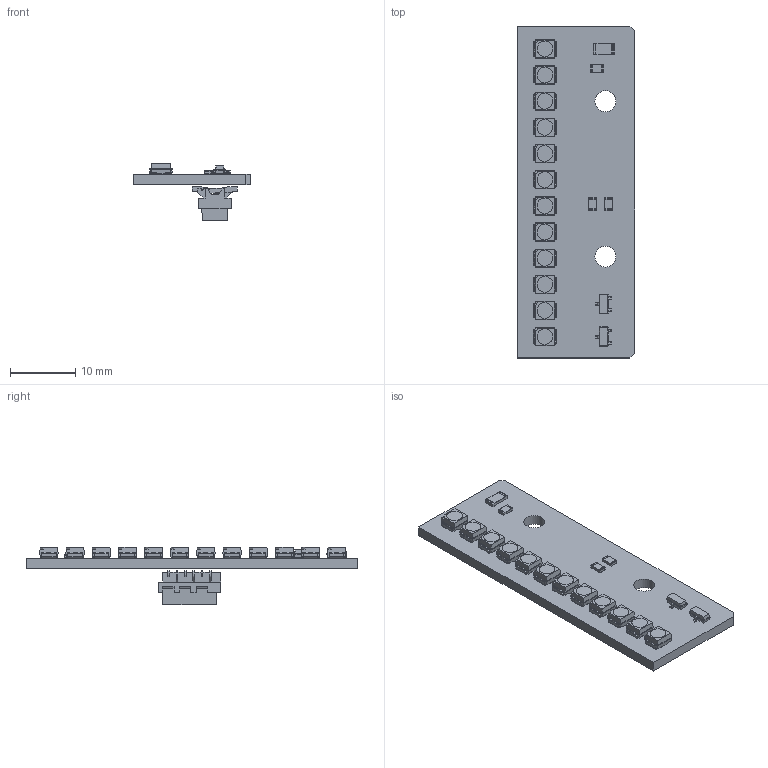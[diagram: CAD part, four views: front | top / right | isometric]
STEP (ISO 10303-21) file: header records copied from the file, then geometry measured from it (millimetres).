
FILE_DESCRIPTION(('KiCad electronic assembly'),'2;1');
FILE_NAME('LED_Panel_Hex_gerade.step','2019-12-29T20:43:45',('An Author' ),('A Company'),'Open CASCADE STEP processor 6.9', 'KiCad to STEP converter','Unknown');
FILE_SCHEMA(('AUTOMOTIVE_DESIGN { 1 0 10303 214 1 1 1 1 }'));
Length unit declared in the file: millimetre
Products named in the file (12): Open CASCADE STEP translator 6.9 1; PLCC-2; SOLID; SOT-23; R_1206_3216Metric; R_0805_2012Metric; micromatch_smd_6pin; COMPOUND
Assembly tree (25 placements, depth 3):
  Open CASCADE STEP translator 6.9 1
    PLCC-2  x12
      SOLID
    SOT-23  x2
      SOLID
    R_1206_3216Metric
      SOLID
    R_0805_2012Metric  x3
      SOLID
    micromatch_smd_6pin
      SOLID
    COMPOUND
Bounding box: 18 x 50.75 x 8.85 mm (x, y, z)
Volume: 1763.8 mm3; surface area: 3003.4 mm2
Topology: 20 solids, 20 shells, 1766 faces, 4860 edges, 3098 vertices
Faces by surface type: bspline 1756, plane 8, cylinder 2
Full cylindrical faces by diameter (mm): 3.2 x2
Entity records: 34764 total; most frequent: CARTESIAN_POINT 14160, B_SPLINE_CURVE_WITH_KNOTS 3989, ORIENTED_EDGE 3016, PCURVE 3016, DEFINITIONAL_REPRESENTATION 3016, EDGE_CURVE 1508, SURFACE_CURVE 1505, VERTEX_POINT 979
